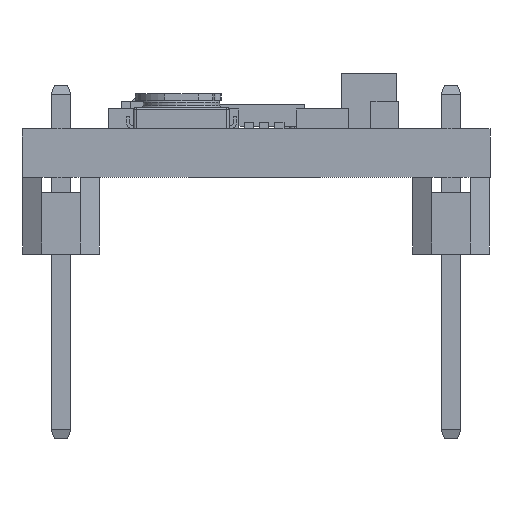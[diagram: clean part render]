
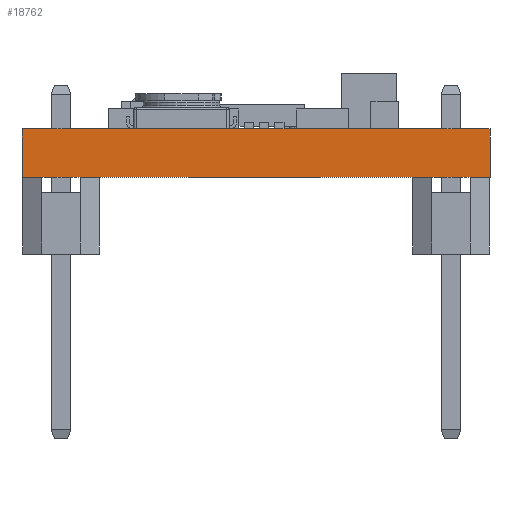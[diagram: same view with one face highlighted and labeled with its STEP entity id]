
A CAD part, front view. The second image highlights one B-rep face of the part: STEP entity #18762.
In plain terms, the highlighted planar face has unit normal (0, -1, 0).
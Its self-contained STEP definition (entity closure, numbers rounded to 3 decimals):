
#14555 = VERTEX_POINT('',#14556);
#14556 = CARTESIAN_POINT('',(-1.3,-19.,4.275));
#14562 = EDGE_CURVE('',#14555,#14563,#14565,.T.);
#14563 = VERTEX_POINT('',#14564);
#14564 = CARTESIAN_POINT('',(13.94,-19.,4.275));
#14565 = LINE('',#14566,#14567);
#14566 = CARTESIAN_POINT('',(-1.3,-19.,4.275));
#14567 = VECTOR('',#14568,1.);
#14568 = DIRECTION('',(1.,0.,0.));
#16650 = VERTEX_POINT('',#16651);
#16651 = CARTESIAN_POINT('',(-1.3,-19.,2.7));
#16666 = VERTEX_POINT('',#16667);
#16667 = CARTESIAN_POINT('',(13.94,-19.,2.7));
#16673 = EDGE_CURVE('',#16650,#16666,#16674,.T.);
#16674 = LINE('',#16675,#16676);
#16675 = CARTESIAN_POINT('',(-1.3,-19.,2.7));
#16676 = VECTOR('',#16677,1.);
#16677 = DIRECTION('',(1.,0.,0.));
#18745 = EDGE_CURVE('',#14555,#16650,#18746,.T.);
#18746 = LINE('',#18747,#18748);
#18747 = CARTESIAN_POINT('',(-1.3,-19.,4.275));
#18748 = VECTOR('',#18749,1.);
#18749 = DIRECTION('',(-0.,-0.,-1.));
#18762 = ADVANCED_FACE('',(#18763),#18774,.F.);
#18763 = FACE_BOUND('',#18764,.T.);
#18764 = EDGE_LOOP('',(#18765,#18766,#18772,#18773));
#18765 = ORIENTED_EDGE('',*,*,#16673,.T.);
#18766 = ORIENTED_EDGE('',*,*,#18767,.F.);
#18767 = EDGE_CURVE('',#14563,#16666,#18768,.T.);
#18768 = LINE('',#18769,#18770);
#18769 = CARTESIAN_POINT('',(13.94,-19.,4.275));
#18770 = VECTOR('',#18771,1.);
#18771 = DIRECTION('',(-0.,-0.,-1.));
#18772 = ORIENTED_EDGE('',*,*,#14562,.F.);
#18773 = ORIENTED_EDGE('',*,*,#18745,.T.);
#18774 = PLANE('',#18775);
#18775 = AXIS2_PLACEMENT_3D('',#18776,#18777,#18778);
#18776 = CARTESIAN_POINT('',(-1.3,-19.,4.275));
#18777 = DIRECTION('',(0.,1.,0.));
#18778 = DIRECTION('',(0.,0.,1.));
